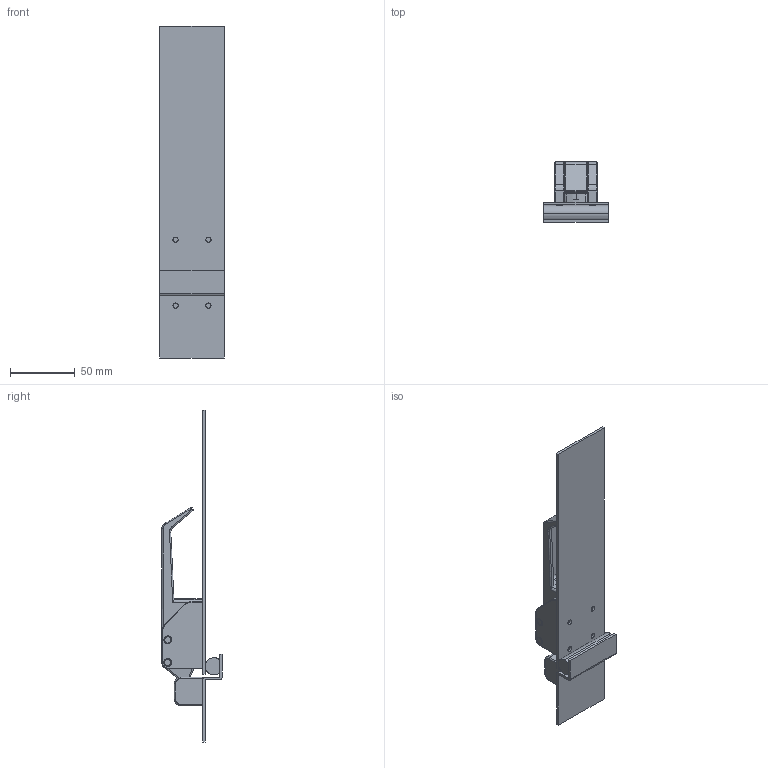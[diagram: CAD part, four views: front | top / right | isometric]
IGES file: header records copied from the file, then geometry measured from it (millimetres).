
Start section: SolidWorks IGES file using analytic representation for surfaces
Global section: file name: DK-615-1.IGS; native system: SolidWorks 2006 by SolidWorks Corporation; preprocessor: SolidWorks 2006 by SolidWorks Corporation; author: Deathkiller; date: 080621.140756; units: millimetre
Bounding box: 50 x 46.5 x 256.4 mm (x, y, z)
Surface area: 63731.6 mm2 (no closed solid volume)
Topology: 0 solids, 0 shells, 323 faces, 3585 edges, 3581 vertices
Faces by surface type: bspline 174, revolution 149
